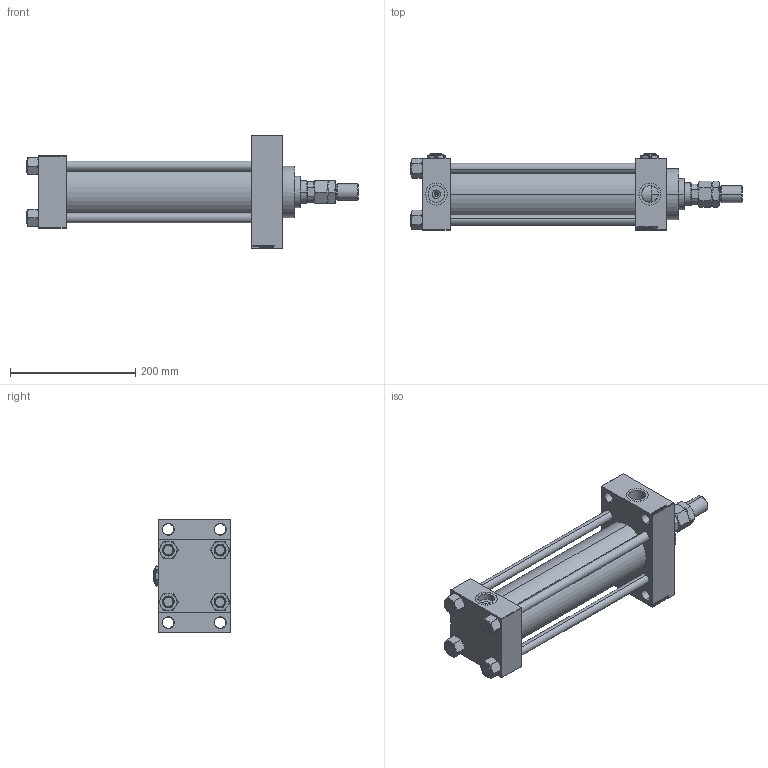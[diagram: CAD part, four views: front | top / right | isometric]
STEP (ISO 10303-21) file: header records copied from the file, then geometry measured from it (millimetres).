
FILE_DESCRIPTION (( 'STEP AP203' ), '1' );
FILE_NAME ('a843.STEP', '2022-04-15T20:58:07', ( '' ), ( '' ), 'SwSTEP 2.0', 'SolidWorks 2019', '' );
FILE_SCHEMA (( 'CONFIG_CONTROL_DESIGN' ));
Length unit declared in the file: millimetre
Products named in the file (8): Zatka_pro_OIL_PORT 29191ffa6737be0daea0e6f3141d0182; NUT_M5_D 29191ffa6737be0daea0e6f3141d0182; V215CR_D_Body 29191ffa6737be0daea0e6f3141d0182; V215CR_D_TYCINKA 29191ffa6737be0daea0e6f3141d0182; V215CR_VCP_D 29191ffa6737be0daea0e6f3141d0182; V215_VC_A 29191ffa6737be0daea0e6f3141d0182; a843; MTA 29191ffa6737be0daea0e6f3141d0182
Assembly tree (14 placements, depth 2):
  a843
    V215CR_D_Body 29191ffa6737be0daea0e6f3141d0182
    V215CR_VCP_D 29191ffa6737be0daea0e6f3141d0182
    NUT_M5_D 29191ffa6737be0daea0e6f3141d0182  x4
    V215CR_D_TYCINKA 29191ffa6737be0daea0e6f3141d0182  x4
    V215_VC_A 29191ffa6737be0daea0e6f3141d0182
    MTA 29191ffa6737be0daea0e6f3141d0182
    Zatka_pro_OIL_PORT 29191ffa6737be0daea0e6f3141d0182  x2
Bounding box: 530 x 122 x 180 mm (x, y, z)
Volume: 2622430 mm3; surface area: 504849.9 mm2
Topology: 14 solids, 14 shells, 1309 faces, 3254 edges, 2092 vertices
Faces by surface type: plane 610, bspline 368, cone 214, cylinder 107, torus 10
Entity records: 51651 total; most frequent: CARTESIAN_POINT 26500, ORIENTED_EDGE 5580, DIRECTION 3754, EDGE_CURVE 2790, VERTEX_POINT 1812, LINE 1596, VECTOR 1596, EDGE_LOOP 1252
